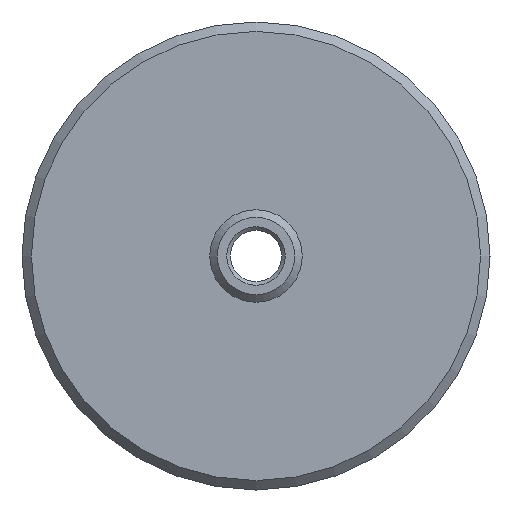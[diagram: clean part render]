
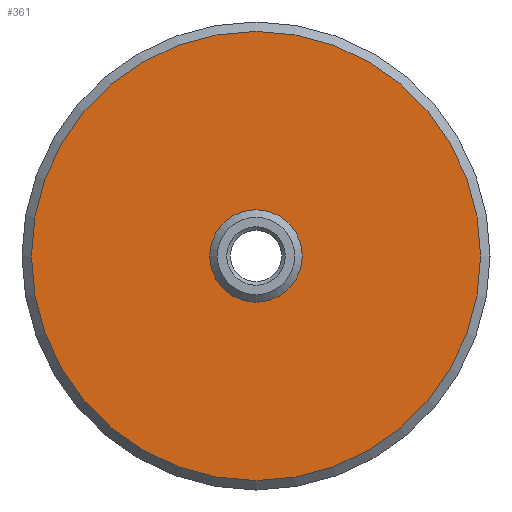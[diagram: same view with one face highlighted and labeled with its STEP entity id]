
A CAD part, left-side view. The second image highlights one B-rep face of the part: STEP entity #361.
In plain terms, the highlighted planar face has unit normal (-1, 0, 0).
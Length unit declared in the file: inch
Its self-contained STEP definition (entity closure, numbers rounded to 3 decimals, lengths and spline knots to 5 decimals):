
#11 = DIRECTION ( 'NONE',  ( -1., 0., 0. ) ) ;
#18 = ORIENTED_EDGE ( 'NONE', *, *, #173, .T. ) ;
#54 = DIRECTION ( 'NONE',  ( -1., 0., 0. ) ) ;
#91 = EDGE_CURVE ( 'NONE', #306, #306, #453, .T. ) ;
#124 = CARTESIAN_POINT ( 'NONE',  ( -0.155, -0.595, 0. ) ) ;
#129 = CARTESIAN_POINT ( 'NONE',  ( -0.155, 0.1, 0. ) ) ;
#134 = ORIENTED_EDGE ( 'NONE', *, *, #91, .F. ) ;
#154 = CARTESIAN_POINT ( 'NONE',  ( -0.155, -0.1, 0. ) ) ;
#173 = EDGE_CURVE ( 'NONE', #194, #194, #400, .T. ) ;
#183 = DIRECTION ( 'NONE',  ( -1., 0., 0. ) ) ;
#191 = DIRECTION ( 'NONE',  ( 0., -1., 0. ) ) ;
#194 = VERTEX_POINT ( 'NONE', #124 ) ;
#199 = AXIS2_PLACEMENT_3D ( 'NONE', #250, #54, #221 ) ;
#203 = AXIS2_PLACEMENT_3D ( 'NONE', #129, #183, #396 ) ;
#212 = PLANE ( 'NONE',  #203 ) ;
#221 = DIRECTION ( 'NONE',  ( 0., -1., 0. ) ) ;
#223 = CARTESIAN_POINT ( 'NONE',  ( -0.155, 0., 0. ) ) ;
#250 = CARTESIAN_POINT ( 'NONE',  ( -0.155, 0., 0. ) ) ;
#306 = VERTEX_POINT ( 'NONE', #154 ) ;
#338 = FACE_OUTER_BOUND ( 'NONE', #463, .T. ) ;
#348 = FACE_BOUND ( 'NONE', #469, .T. ) ;
#361 = ADVANCED_FACE ( 'NONE', ( #338, #348 ), #212, .T. ) ;
#396 = DIRECTION ( 'NONE',  ( 0., -1., 0. ) ) ;
#400 = CIRCLE ( 'NONE', #199, 0.595 ) ;
#435 = AXIS2_PLACEMENT_3D ( 'NONE', #223, #11, #191 ) ;
#453 = CIRCLE ( 'NONE', #435, 0.1 ) ;
#463 = EDGE_LOOP ( 'NONE', ( #18 ) ) ;
#469 = EDGE_LOOP ( 'NONE', ( #134 ) ) ;
